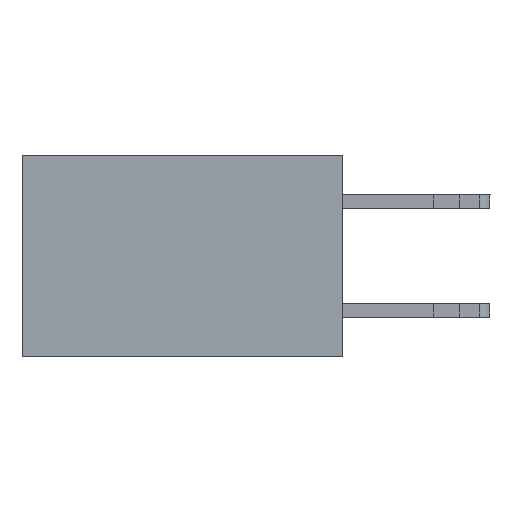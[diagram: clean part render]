
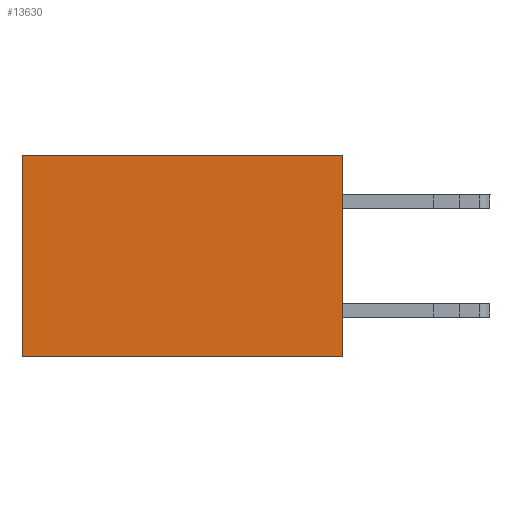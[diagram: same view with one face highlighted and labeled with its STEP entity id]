
A CAD part, left-side view. The second image highlights one B-rep face of the part: STEP entity #13630.
In plain terms, the highlighted planar face has unit normal (-1, 0, 0).
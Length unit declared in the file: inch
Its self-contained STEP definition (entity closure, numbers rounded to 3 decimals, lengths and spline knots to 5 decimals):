
#175 = VECTOR ( 'NONE', #8242, 39.37008 ) ;
#348 = EDGE_CURVE ( 'NONE', #11643, #6176, #8053, .T. ) ;
#696 = CARTESIAN_POINT ( 'NONE',  ( 0.277, 0., 0. ) ) ;
#788 = PLANE ( 'NONE',  #12567 ) ;
#1659 = VERTEX_POINT ( 'NONE', #9967 ) ;
#1756 = DIRECTION ( 'NONE',  ( 0., 0., -1. ) ) ;
#1789 = CARTESIAN_POINT ( 'NONE',  ( 0.277, 0.59, -0.37 ) ) ;
#1932 = DIRECTION ( 'NONE',  ( 0., 1., 0. ) ) ;
#2044 = CARTESIAN_POINT ( 'NONE',  ( 0.277, 0., -0.37 ) ) ;
#2641 = FACE_OUTER_BOUND ( 'NONE', #9326, .T. ) ;
#3752 = LINE ( 'NONE', #1789, #9939 ) ;
#4180 = EDGE_CURVE ( 'NONE', #13439, #11643, #9568, .T. ) ;
#4933 = EDGE_CURVE ( 'NONE', #1659, #6176, #3752, .T. ) ;
#6128 = ORIENTED_EDGE ( 'NONE', *, *, #4933, .T. ) ;
#6135 = ORIENTED_EDGE ( 'NONE', *, *, #348, .F. ) ;
#6176 = VERTEX_POINT ( 'NONE', #7327 ) ;
#6185 = ORIENTED_EDGE ( 'NONE', *, *, #15716, .T. ) ;
#6227 = ORIENTED_EDGE ( 'NONE', *, *, #4180, .F. ) ;
#6944 = DIRECTION ( 'NONE',  ( 1., 0., 0. ) ) ;
#7327 = CARTESIAN_POINT ( 'NONE',  ( 0.277, 0.59, -0.37 ) ) ;
#7657 = VECTOR ( 'NONE', #8867, 39.37008 ) ;
#7866 = CARTESIAN_POINT ( 'NONE',  ( 0.277, 0., 0. ) ) ;
#8053 = LINE ( 'NONE', #10420, #7657 ) ;
#8242 = DIRECTION ( 'NONE',  ( 0., 0., -1. ) ) ;
#8263 = CARTESIAN_POINT ( 'NONE',  ( 0.277, 0., -0.37 ) ) ;
#8867 = DIRECTION ( 'NONE',  ( 0., 1., 0. ) ) ;
#9326 = EDGE_LOOP ( 'NONE', ( #6128, #6135, #6227, #6185 ) ) ;
#9568 = LINE ( 'NONE', #8263, #175 ) ;
#9939 = VECTOR ( 'NONE', #1756, 39.37008 ) ;
#9967 = CARTESIAN_POINT ( 'NONE',  ( 0.277, 0.59, 0. ) ) ;
#10420 = CARTESIAN_POINT ( 'NONE',  ( 0.277, 0., -0.37 ) ) ;
#11504 = LINE ( 'NONE', #696, #14298 ) ;
#11643 = VERTEX_POINT ( 'NONE', #13261 ) ;
#12567 = AXIS2_PLACEMENT_3D ( 'NONE', #2044, #6944, #15497 ) ;
#13261 = CARTESIAN_POINT ( 'NONE',  ( 0.277, 0., -0.37 ) ) ;
#13439 = VERTEX_POINT ( 'NONE', #7866 ) ;
#13630 = ADVANCED_FACE ( 'NONE', ( #2641 ), #788, .F. ) ;
#14298 = VECTOR ( 'NONE', #1932, 39.37008 ) ;
#15497 = DIRECTION ( 'NONE',  ( 0., 0., -1. ) ) ;
#15716 = EDGE_CURVE ( 'NONE', #13439, #1659, #11504, .T. ) ;
